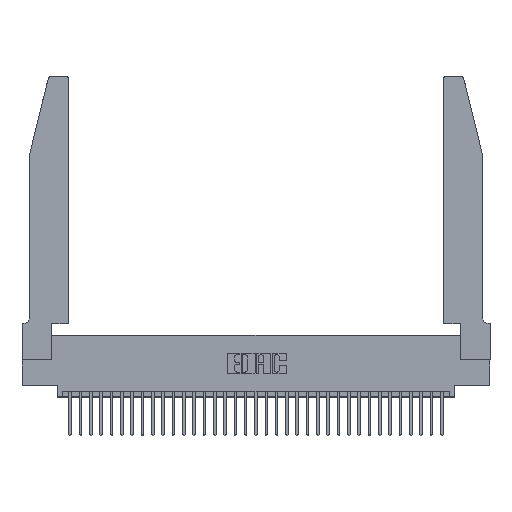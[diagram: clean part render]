
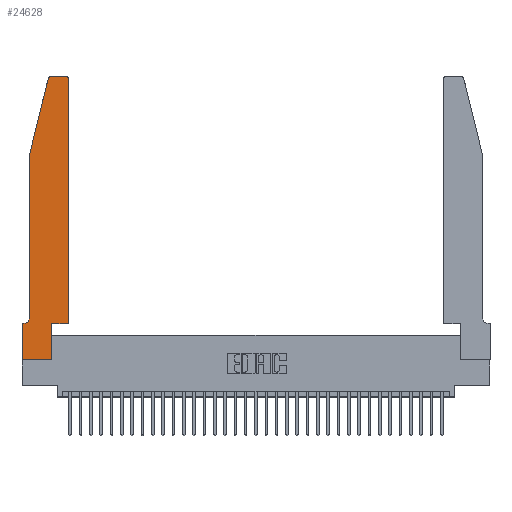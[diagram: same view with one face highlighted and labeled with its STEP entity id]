
A CAD part, top view. The second image highlights one B-rep face of the part: STEP entity #24628.
In plain terms, the highlighted planar face has unit normal (0, 0, 1).
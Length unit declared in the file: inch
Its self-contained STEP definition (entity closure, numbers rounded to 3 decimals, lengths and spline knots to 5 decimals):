
#59 = DIRECTION ( 'NONE',  ( -1., 0., 0. ) ) ;
#585 = LINE ( 'NONE', #30905, #3480 ) ;
#595 = EDGE_CURVE ( 'NONE', #25221, #32463, #24304, .T. ) ;
#1046 = CARTESIAN_POINT ( 'NONE',  ( 0.2865, 0.35, 0.37 ) ) ;
#1088 = PLANE ( 'NONE',  #14190 ) ;
#1695 = VECTOR ( 'NONE', #34588, 39.37008 ) ;
#1901 = DIRECTION ( 'NONE',  ( 0., 1., 0. ) ) ;
#2428 = ORIENTED_EDGE ( 'NONE', *, *, #595, .T. ) ;
#2517 = CARTESIAN_POINT ( 'NONE',  ( 0.2605, 2.75, 0.37 ) ) ;
#3151 = VECTOR ( 'NONE', #16905, 39.37008 ) ;
#3179 = EDGE_CURVE ( 'NONE', #14091, #14185, #27417, .T. ) ;
#3285 = DIRECTION ( 'NONE',  ( 0., 0., 1. ) ) ;
#3301 = LINE ( 'NONE', #23794, #1695 ) ;
#3391 = CARTESIAN_POINT ( 'NONE',  ( 0., 0., 0.37 ) ) ;
#3480 = VECTOR ( 'NONE', #17558, 39.37008 ) ;
#3546 = EDGE_CURVE ( 'NONE', #23683, #8931, #23672, .T. ) ;
#3878 = LINE ( 'NONE', #20171, #10995 ) ;
#4414 = VERTEX_POINT ( 'NONE', #26843 ) ;
#4914 = ORIENTED_EDGE ( 'NONE', *, *, #24888, .T. ) ;
#5058 = LINE ( 'NONE', #1046, #21031 ) ;
#5140 = DIRECTION ( 'NONE',  ( 0., 0., -1. ) ) ;
#5569 = EDGE_CURVE ( 'NONE', #30705, #14091, #5058, .T. ) ;
#5902 = ORIENTED_EDGE ( 'NONE', *, *, #22790, .T. ) ;
#6013 = VECTOR ( 'NONE', #31078, 39.37008 ) ;
#6109 = EDGE_CURVE ( 'NONE', #11301, #19112, #3301, .T. ) ;
#6529 = CARTESIAN_POINT ( 'NONE',  ( 0.284, 2.75, 0.37 ) ) ;
#7850 = CARTESIAN_POINT ( 'NONE',  ( 0.2865, 0.35, 0.37 ) ) ;
#7973 = CARTESIAN_POINT ( 'NONE',  ( 0.4505, 0.35, 0.37 ) ) ;
#8147 = EDGE_CURVE ( 'NONE', #14185, #18351, #27872, .T. ) ;
#8488 = CARTESIAN_POINT ( 'NONE',  ( 0.0755, 0.35, 0.37 ) ) ;
#8802 = CARTESIAN_POINT ( 'NONE',  ( 0.0755, 2., 0.37 ) ) ;
#8883 = CARTESIAN_POINT ( 'NONE',  ( 0.4505, 2.72, 0.37 ) ) ;
#8931 = VERTEX_POINT ( 'NONE', #17976 ) ;
#9244 = CARTESIAN_POINT ( 'NONE',  ( 0.284, 2.72, 0.37 ) ) ;
#9362 = ORIENTED_EDGE ( 'NONE', *, *, #28149, .T. ) ;
#10995 = VECTOR ( 'NONE', #22848, 39.37008 ) ;
#11089 = EDGE_CURVE ( 'NONE', #8931, #18115, #585, .T. ) ;
#11301 = VERTEX_POINT ( 'NONE', #8802 ) ;
#13158 = CIRCLE ( 'NONE', #19811, 0.07 ) ;
#13289 = ORIENTED_EDGE ( 'NONE', *, *, #5569, .T. ) ;
#13339 = FACE_OUTER_BOUND ( 'NONE', #19551, .T. ) ;
#13909 = VECTOR ( 'NONE', #27267, 39.37008 ) ;
#14091 = VERTEX_POINT ( 'NONE', #7850 ) ;
#14185 = VERTEX_POINT ( 'NONE', #7973 ) ;
#14190 = AXIS2_PLACEMENT_3D ( 'NONE', #19552, #3285, #30231 ) ;
#14383 = CARTESIAN_POINT ( 'NONE',  ( 0.4505, 0.35, 0.37 ) ) ;
#15515 = EDGE_CURVE ( 'NONE', #19112, #23683, #13158, .T. ) ;
#16416 = AXIS2_PLACEMENT_3D ( 'NONE', #9244, #28361, #33532 ) ;
#16897 = CARTESIAN_POINT ( 'NONE',  ( 0., 0., 0.37 ) ) ;
#16905 = DIRECTION ( 'NONE',  ( 0., 1., 0. ) ) ;
#17558 = DIRECTION ( 'NONE',  ( 0., -1., 0. ) ) ;
#17567 = CIRCLE ( 'NONE', #27487, 0.03 ) ;
#17956 = CARTESIAN_POINT ( 'NONE',  ( 0.4205, 2.72, 0.37 ) ) ;
#17976 = CARTESIAN_POINT ( 'NONE',  ( 0., 0.35, 0.37 ) ) ;
#18077 = DIRECTION ( 'NONE',  ( 1., 0., 0. ) ) ;
#18115 = VERTEX_POINT ( 'NONE', #16897 ) ;
#18351 = VERTEX_POINT ( 'NONE', #8883 ) ;
#19063 = ORIENTED_EDGE ( 'NONE', *, *, #8147, .T. ) ;
#19112 = VERTEX_POINT ( 'NONE', #29131 ) ;
#19551 = EDGE_LOOP ( 'NONE', ( #2428, #31889, #9362, #22668, #31940, #25485, #25562, #5902, #13289, #30349, #19063, #4914 ) ) ;
#19552 = CARTESIAN_POINT ( 'NONE',  ( 0., 0.35, 0.37 ) ) ;
#19711 = VECTOR ( 'NONE', #59, 39.37008 ) ;
#19811 = AXIS2_PLACEMENT_3D ( 'NONE', #21212, #5140, #21642 ) ;
#19967 = EDGE_CURVE ( 'NONE', #32463, #4414, #24169, .T. ) ;
#20171 = CARTESIAN_POINT ( 'NONE',  ( 0.0755, 2., 0.37 ) ) ;
#21031 = VECTOR ( 'NONE', #1901, 39.37008 ) ;
#21212 = CARTESIAN_POINT ( 'NONE',  ( 0.0055, 0.42, 0.37 ) ) ;
#21642 = DIRECTION ( 'NONE',  ( -1., 0., 0. ) ) ;
#22668 = ORIENTED_EDGE ( 'NONE', *, *, #6109, .T. ) ;
#22790 = EDGE_CURVE ( 'NONE', #18115, #30705, #32304, .T. ) ;
#22848 = DIRECTION ( 'NONE',  ( -0.239, -0.971, 0. ) ) ;
#23672 = LINE ( 'NONE', #8488, #13909 ) ;
#23683 = VERTEX_POINT ( 'NONE', #34438 ) ;
#23794 = CARTESIAN_POINT ( 'NONE',  ( 0.0755, 2., 0.37 ) ) ;
#24169 = CIRCLE ( 'NONE', #16416, 0.03 ) ;
#24304 = LINE ( 'NONE', #2517, #19711 ) ;
#24628 = ADVANCED_FACE ( 'NONE', ( #13339 ), #1088, .T. ) ;
#24888 = EDGE_CURVE ( 'NONE', #18351, #25221, #17567, .T. ) ;
#24983 = CARTESIAN_POINT ( 'NONE',  ( 0.2865, 0., 0.37 ) ) ;
#25115 = VECTOR ( 'NONE', #32801, 39.37008 ) ;
#25221 = VERTEX_POINT ( 'NONE', #29947 ) ;
#25485 = ORIENTED_EDGE ( 'NONE', *, *, #3546, .T. ) ;
#25562 = ORIENTED_EDGE ( 'NONE', *, *, #11089, .T. ) ;
#26365 = DIRECTION ( 'NONE',  ( 0., 0., 1. ) ) ;
#26843 = CARTESIAN_POINT ( 'NONE',  ( 0.25487, 2.72718, 0.37 ) ) ;
#27267 = DIRECTION ( 'NONE',  ( -1., 0., 0. ) ) ;
#27417 = LINE ( 'NONE', #28355, #6013 ) ;
#27487 = AXIS2_PLACEMENT_3D ( 'NONE', #17956, #26365, #18077 ) ;
#27872 = LINE ( 'NONE', #14383, #3151 ) ;
#28149 = EDGE_CURVE ( 'NONE', #4414, #11301, #3878, .T. ) ;
#28355 = CARTESIAN_POINT ( 'NONE',  ( 0.4505, 0.35, 0.37 ) ) ;
#28361 = DIRECTION ( 'NONE',  ( 0., 0., 1. ) ) ;
#29131 = CARTESIAN_POINT ( 'NONE',  ( 0.0755, 0.42, 0.37 ) ) ;
#29947 = CARTESIAN_POINT ( 'NONE',  ( 0.4205, 2.75, 0.37 ) ) ;
#30231 = DIRECTION ( 'NONE',  ( 1., 0., 0. ) ) ;
#30349 = ORIENTED_EDGE ( 'NONE', *, *, #3179, .T. ) ;
#30705 = VERTEX_POINT ( 'NONE', #24983 ) ;
#30905 = CARTESIAN_POINT ( 'NONE',  ( 0., 0., 0.37 ) ) ;
#31078 = DIRECTION ( 'NONE',  ( 1., 0., 0. ) ) ;
#31889 = ORIENTED_EDGE ( 'NONE', *, *, #19967, .T. ) ;
#31940 = ORIENTED_EDGE ( 'NONE', *, *, #15515, .T. ) ;
#32304 = LINE ( 'NONE', #3391, #25115 ) ;
#32463 = VERTEX_POINT ( 'NONE', #6529 ) ;
#32801 = DIRECTION ( 'NONE',  ( 1., 0., 0. ) ) ;
#33532 = DIRECTION ( 'NONE',  ( 1., 0., 0. ) ) ;
#34438 = CARTESIAN_POINT ( 'NONE',  ( 0.0055, 0.35, 0.37 ) ) ;
#34588 = DIRECTION ( 'NONE',  ( 0., -1., 0. ) ) ;
